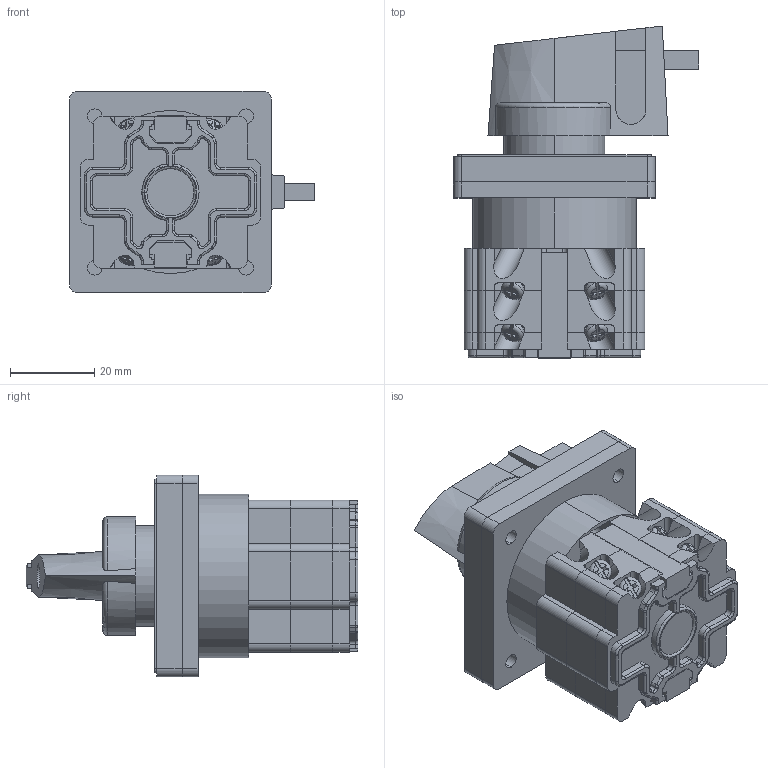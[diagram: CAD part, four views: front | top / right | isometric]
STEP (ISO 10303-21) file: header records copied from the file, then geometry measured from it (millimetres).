
FILE_DESCRIPTION (( 'STEP AP214' ), '1' );
FILE_NAME ('Ñáîðêà 2 êîíòàêòíûõ ðÿäà 4 g20-US 6.2.STEP', '2024-06-14T05:30:41', ( '' ), ( '' ), 'SwSTEP 2.0', 'SolidWorks 2022', '' );
FILE_SCHEMA (( 'AUTOMOTIVE_DESIGN' ));
Length unit declared in the file: millimetre
Products named in the file (12): Бобышка для экрана; Проставка экрана; Ось; Контактный низ _4g20 1; Контактный вверх винт _4g20 1; Контактный вверх _4g20 1; Направляющая 2; Флажок рычага; Рычаг вырез; Экран; Вверх рубильника Флажок; Сборка 2 контактных ряда 4 g20-US 6.2
Assembly tree (12 placements, depth 3):
  Сборка 2 контактных ряда 4 g20-US 6.2
    Контактный вверх _4g20 1
    Контактный вверх винт _4g20 1
    Контактный низ _4g20 1
    Направляющая 2  x2
    Ось
    Проставка экрана
    Вверх рубильника Флажок
      Бобышка для экрана
      Экран
      Рычаг вырез
      Флажок рычага
Bounding box: 58.24 x 78.88 x 48 mm (x, y, z)
Volume: 79521.8 mm3; surface area: 43790.2 mm2
Topology: 11 solids, 13 shells, 822 faces, 2315 edges, 1503 vertices
Faces by surface type: plane 436, cylinder 256, torus 72, cone 54, bspline 4
Entity records: 29605 total; most frequent: CARTESIAN_POINT 6528, ORIENTED_EDGE 4534, DIRECTION 4325, EDGE_CURVE 2267, AXIS2_PLACEMENT_3D 1510, VERTEX_POINT 1471, VECTOR 1305, LINE 1305
